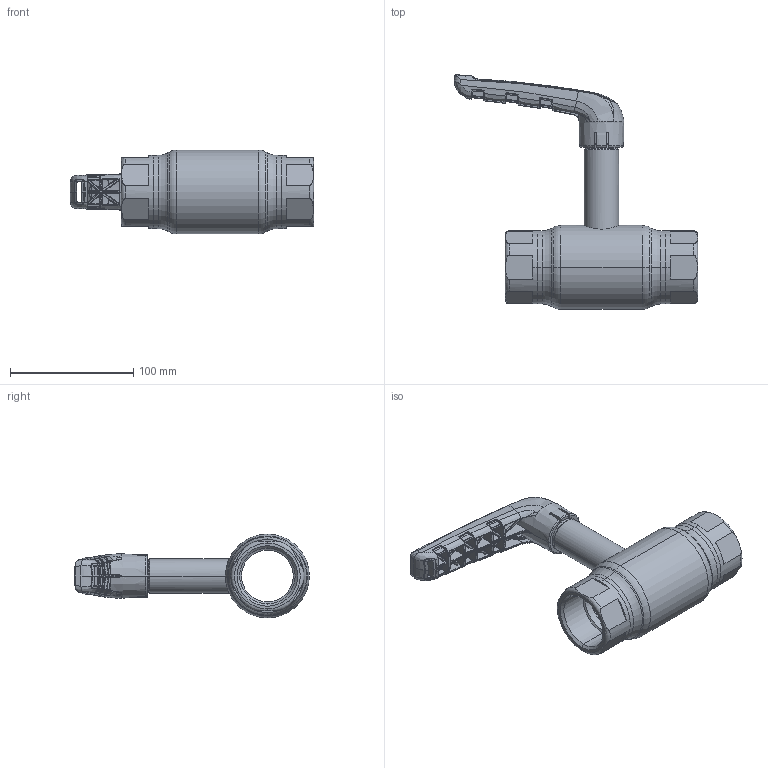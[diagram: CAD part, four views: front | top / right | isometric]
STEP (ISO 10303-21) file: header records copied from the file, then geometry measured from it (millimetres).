
FILE_DESCRIPTION (( 'STEP AP214' ), '1' );
FILE_NAME ('1040002001-xxxx.step', '2019-05-09T10:12:43', ( '' ), ( '' ), 'SwSTEP 2.0', 'SolidWorks 2017', '' );
FILE_SCHEMA (( 'AUTOMOTIVE_DESIGN' ));
Length unit declared in the file: millimetre
Products named in the file (1): 1040002001-xxxx
Bounding box: 197.35 x 190.31 x 68 mm (x, y, z)
Surface area: 76913.4 mm2 (no closed solid volume)
Topology: 0 solids, 12 shells, 789 faces, 2574 edges, 1653 vertices
Faces by surface type: bspline 640, plane 65, cylinder 34, torus 25, cone 22, sphere 3
Entity records: 59117 total; most frequent: CARTESIAN_POINT 34154, ORIENTED_EDGE 4100, EDGE_CURVE 2564, B_SPLINE_CURVE_WITH_KNOTS 1773, DIRECTION 1693, VERTEX_POINT 1653, EDGE_LOOP 797, UNCERTAINTY_MEASURE_WITH_UNIT 791
